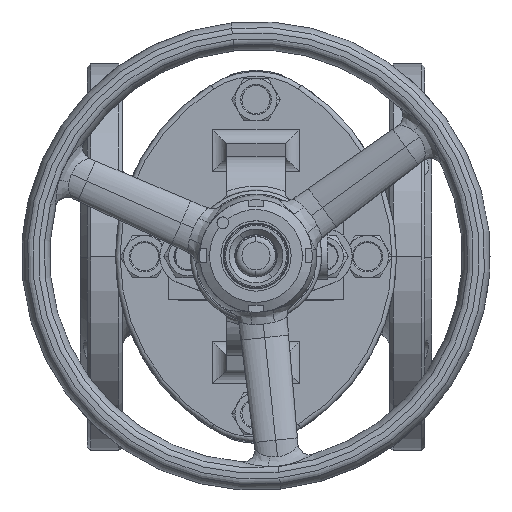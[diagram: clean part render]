
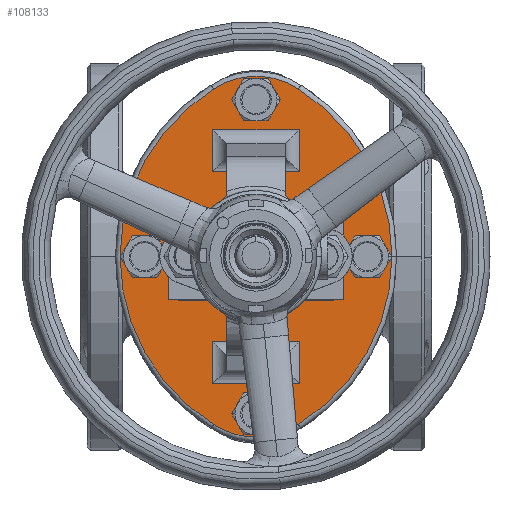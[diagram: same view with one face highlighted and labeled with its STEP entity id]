
A CAD part, top view. The second image highlights one B-rep face of the part: STEP entity #108133.
In plain terms, the highlighted planar face has unit normal (0, 0, 1).
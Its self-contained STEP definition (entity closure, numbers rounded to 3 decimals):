
#104988=CARTESIAN_POINT('',(58.,-0.,130.));
#104989=VERTEX_POINT('',#104988);
#104997=CARTESIAN_POINT('',(18.114,-71.484,130.));
#104998=VERTEX_POINT('',#104997);
#104999=CARTESIAN_POINT('',(-26.,-0.,130.));
#105000=DIRECTION('',(0.,-0.,1.));
#105001=DIRECTION('',(1.,0.,0.));
#105002=AXIS2_PLACEMENT_3D('',#104999,#105000,#105001);
#105003=CIRCLE('',#105002,84.);
#105004=EDGE_CURVE('NONE',#104998,#104989,#105003,.T.);
#105767=CARTESIAN_POINT('',(27.693,-0.,130.));
#105768=VERTEX_POINT('',#105767);
#105776=CARTESIAN_POINT('',(3.,27.53,130.));
#105777=VERTEX_POINT('',#105776);
#105778=CARTESIAN_POINT('',(0.,-0.,130.));
#105779=DIRECTION('',(-0.,0.,-1.));
#105780=DIRECTION('',(1.,0.,0.));
#105781=AXIS2_PLACEMENT_3D('',#105778,#105779,#105780);
#105782=CIRCLE('',#105781,27.693);
#105783=EDGE_CURVE('NONE',#105777,#105768,#105782,.T.);
#106078=CARTESIAN_POINT('',(-40.5,-0.,130.));
#106079=VERTEX_POINT('',#106078);
#106080=CARTESIAN_POINT('',(-54.5,-0.,130.));
#106081=VERTEX_POINT('',#106080);
#106082=CARTESIAN_POINT('',(-47.5,-0.,130.));
#106083=DIRECTION('',(0.,0.,-1.));
#106084=DIRECTION('',(-1.,0.,0.));
#106085=AXIS2_PLACEMENT_3D('',#106082,#106083,#106084);
#106086=CIRCLE('',#106085,7.);
#106087=EDGE_CURVE('NONE',#106079,#106081,#106086,.T.);
#106120=CARTESIAN_POINT('',(7.,-67.,130.));
#106121=VERTEX_POINT('',#106120);
#106122=CARTESIAN_POINT('',(-7.,-67.,130.));
#106123=VERTEX_POINT('',#106122);
#106124=CARTESIAN_POINT('',(0.,-67.,130.));
#106125=DIRECTION('',(0.,0.,-1.));
#106126=DIRECTION('',(-1.,0.,0.));
#106127=AXIS2_PLACEMENT_3D('',#106124,#106125,#106126);
#106128=CIRCLE('',#106127,7.);
#106129=EDGE_CURVE('NONE',#106121,#106123,#106128,.T.);
#106162=CARTESIAN_POINT('',(54.5,-0.,130.));
#106163=VERTEX_POINT('',#106162);
#106164=CARTESIAN_POINT('',(40.5,-0.,130.));
#106165=VERTEX_POINT('',#106164);
#106166=CARTESIAN_POINT('',(47.5,-0.,130.));
#106167=DIRECTION('',(0.,0.,-1.));
#106168=DIRECTION('',(-1.,0.,0.));
#106169=AXIS2_PLACEMENT_3D('',#106166,#106167,#106168);
#106170=CIRCLE('',#106169,7.);
#106171=EDGE_CURVE('NONE',#106163,#106165,#106170,.T.);
#106204=CARTESIAN_POINT('',(7.,67.,130.));
#106205=VERTEX_POINT('',#106204);
#106206=CARTESIAN_POINT('',(-7.,67.,130.));
#106207=VERTEX_POINT('',#106206);
#106208=CARTESIAN_POINT('',(0.,67.,130.));
#106209=DIRECTION('',(0.,0.,-1.));
#106210=DIRECTION('',(-1.,0.,0.));
#106211=AXIS2_PLACEMENT_3D('',#106208,#106209,#106210);
#106212=CIRCLE('',#106211,7.);
#106213=EDGE_CURVE('NONE',#106205,#106207,#106212,.T.);
#106573=CARTESIAN_POINT('',(-3.,-27.53,130.));
#106574=VERTEX_POINT('',#106573);
#106600=CARTESIAN_POINT('',(-3.,27.53,130.));
#106601=VERTEX_POINT('',#106600);
#106623=CARTESIAN_POINT('',(0.,-0.,130.));
#106624=DIRECTION('',(-0.,0.,-1.));
#106625=DIRECTION('',(1.,0.,0.));
#106626=AXIS2_PLACEMENT_3D('',#106623,#106624,#106625);
#106627=CIRCLE('',#106626,27.693);
#106628=EDGE_CURVE('NONE',#106574,#106601,#106627,.T.);
#106721=CARTESIAN_POINT('',(-3.,-36.188,130.));
#106722=VERTEX_POINT('',#106721);
#106730=CARTESIAN_POINT('',(-18.5,-36.188,130.));
#106731=VERTEX_POINT('',#106730);
#106732=CARTESIAN_POINT('',(-18.5,-36.188,130.));
#106733=DIRECTION('',(1.,0.,0.));
#106734=VECTOR('',#106733,15.5);
#106735=LINE('',#106732,#106734);
#106736=EDGE_CURVE('NONE',#106731,#106722,#106735,.T.);
#107217=CARTESIAN_POINT('',(-3.,36.188,130.));
#107218=VERTEX_POINT('',#107217);
#107236=CARTESIAN_POINT('',(-18.5,36.188,130.));
#107237=VERTEX_POINT('',#107236);
#107266=CARTESIAN_POINT('',(-3.,36.188,130.));
#107267=DIRECTION('',(-1.,-0.,-0.));
#107268=VECTOR('',#107267,15.5);
#107269=LINE('',#107266,#107268);
#107270=EDGE_CURVE('NONE',#107218,#107237,#107269,.T.);
#107948=CARTESIAN_POINT('',(-13.,-22.25,130.));
#107949=DIRECTION('',(0.,-0.,1.));
#107950=DIRECTION('',(1.,0.,0.));
#107951=AXIS2_PLACEMENT_3D('',#107948,#107949,#107950);
#107952=PLANE('',#107951);
#107953=CARTESIAN_POINT('',(0.,-67.,130.));
#107954=DIRECTION('',(0.,0.,-1.));
#107955=DIRECTION('',(-1.,0.,0.));
#107956=AXIS2_PLACEMENT_3D('',#107953,#107954,#107955);
#107957=CIRCLE('',#107956,7.);
#107958=EDGE_CURVE('NONE',#106123,#106121,#107957,.T.);
#107959=ORIENTED_EDGE('',*,*,#107958,.T.);
#107960=ORIENTED_EDGE('',*,*,#106129,.T.);
#107961=EDGE_LOOP('',(#107959,#107960));
#107962=FACE_BOUND('',#107961,.T.);
#107963=CARTESIAN_POINT('',(18.5,-54.208,130.));
#107964=VERTEX_POINT('',#107963);
#107965=CARTESIAN_POINT('',(-18.5,-54.208,130.));
#107966=VERTEX_POINT('',#107965);
#107967=CARTESIAN_POINT('',(18.5,-54.208,130.));
#107968=DIRECTION('',(-1.,-0.,-0.));
#107969=VECTOR('',#107968,37.);
#107970=LINE('',#107967,#107969);
#107971=EDGE_CURVE('NONE',#107964,#107966,#107970,.T.);
#107972=ORIENTED_EDGE('',*,*,#107971,.T.);
#107973=CARTESIAN_POINT('',(-18.5,-54.208,130.));
#107974=DIRECTION('',(0.,1.,0.));
#107975=VECTOR('',#107974,18.02);
#107976=LINE('',#107973,#107975);
#107977=EDGE_CURVE('NONE',#107966,#106731,#107976,.T.);
#107978=ORIENTED_EDGE('',*,*,#107977,.T.);
#107979=ORIENTED_EDGE('',*,*,#106736,.T.);
#107980=CARTESIAN_POINT('',(-3.,-36.188,130.));
#107981=DIRECTION('',(0.,1.,0.));
#107982=VECTOR('',#107981,8.659);
#107983=LINE('',#107980,#107982);
#107984=EDGE_CURVE('NONE',#106722,#106574,#107983,.T.);
#107985=ORIENTED_EDGE('',*,*,#107984,.T.);
#107986=ORIENTED_EDGE('',*,*,#106628,.T.);
#107987=CARTESIAN_POINT('',(-3.,27.53,130.));
#107988=DIRECTION('',(0.,1.,0.));
#107989=VECTOR('',#107988,8.659);
#107990=LINE('',#107987,#107989);
#107991=EDGE_CURVE('NONE',#106601,#107218,#107990,.T.);
#107992=ORIENTED_EDGE('',*,*,#107991,.T.);
#107993=ORIENTED_EDGE('',*,*,#107270,.T.);
#107994=CARTESIAN_POINT('',(-18.5,54.208,130.));
#107995=VERTEX_POINT('',#107994);
#107996=CARTESIAN_POINT('',(-18.5,36.188,130.));
#107997=DIRECTION('',(0.,1.,0.));
#107998=VECTOR('',#107997,18.02);
#107999=LINE('',#107996,#107998);
#108000=EDGE_CURVE('NONE',#107237,#107995,#107999,.T.);
#108001=ORIENTED_EDGE('',*,*,#108000,.T.);
#108002=CARTESIAN_POINT('',(18.5,54.208,130.));
#108003=VERTEX_POINT('',#108002);
#108004=CARTESIAN_POINT('',(-18.5,54.208,130.));
#108005=DIRECTION('',(1.,0.,0.));
#108006=VECTOR('',#108005,37.);
#108007=LINE('',#108004,#108006);
#108008=EDGE_CURVE('NONE',#107995,#108003,#108007,.T.);
#108009=ORIENTED_EDGE('',*,*,#108008,.T.);
#108010=CARTESIAN_POINT('',(18.5,36.188,130.));
#108011=VERTEX_POINT('',#108010);
#108012=CARTESIAN_POINT('',(18.5,54.208,130.));
#108013=DIRECTION('',(-0.,-1.,-0.));
#108014=VECTOR('',#108013,18.02);
#108015=LINE('',#108012,#108014);
#108016=EDGE_CURVE('NONE',#108003,#108011,#108015,.T.);
#108017=ORIENTED_EDGE('',*,*,#108016,.T.);
#108018=CARTESIAN_POINT('',(3.,36.188,130.));
#108019=VERTEX_POINT('',#108018);
#108020=CARTESIAN_POINT('',(18.5,36.188,130.));
#108021=DIRECTION('',(-1.,-0.,-0.));
#108022=VECTOR('',#108021,15.5);
#108023=LINE('',#108020,#108022);
#108024=EDGE_CURVE('NONE',#108011,#108019,#108023,.T.);
#108025=ORIENTED_EDGE('',*,*,#108024,.T.);
#108026=CARTESIAN_POINT('',(3.,27.53,130.));
#108027=DIRECTION('',(0.,1.,0.));
#108028=VECTOR('',#108027,8.659);
#108029=LINE('',#108026,#108028);
#108030=EDGE_CURVE('NONE',#105777,#108019,#108029,.T.);
#108031=ORIENTED_EDGE('',*,*,#108030,.F.);
#108032=ORIENTED_EDGE('',*,*,#105783,.T.);
#108033=CARTESIAN_POINT('',(3.,-27.53,130.));
#108034=VERTEX_POINT('',#108033);
#108035=CARTESIAN_POINT('',(0.,-0.,130.));
#108036=DIRECTION('',(-0.,0.,-1.));
#108037=DIRECTION('',(1.,0.,0.));
#108038=AXIS2_PLACEMENT_3D('',#108035,#108036,#108037);
#108039=CIRCLE('',#108038,27.693);
#108040=EDGE_CURVE('NONE',#105768,#108034,#108039,.T.);
#108041=ORIENTED_EDGE('',*,*,#108040,.T.);
#108042=CARTESIAN_POINT('',(3.,-36.188,130.));
#108043=VERTEX_POINT('',#108042);
#108044=CARTESIAN_POINT('',(3.,-36.188,130.));
#108045=DIRECTION('',(0.,1.,0.));
#108046=VECTOR('',#108045,8.659);
#108047=LINE('',#108044,#108046);
#108048=EDGE_CURVE('NONE',#108043,#108034,#108047,.T.);
#108049=ORIENTED_EDGE('',*,*,#108048,.F.);
#108050=CARTESIAN_POINT('',(18.5,-36.188,130.));
#108051=VERTEX_POINT('',#108050);
#108052=CARTESIAN_POINT('',(3.,-36.188,130.));
#108053=DIRECTION('',(1.,0.,0.));
#108054=VECTOR('',#108053,15.5);
#108055=LINE('',#108052,#108054);
#108056=EDGE_CURVE('NONE',#108043,#108051,#108055,.T.);
#108057=ORIENTED_EDGE('',*,*,#108056,.T.);
#108058=CARTESIAN_POINT('',(18.5,-36.188,130.));
#108059=DIRECTION('',(-0.,-1.,-0.));
#108060=VECTOR('',#108059,18.02);
#108061=LINE('',#108058,#108060);
#108062=EDGE_CURVE('NONE',#108051,#107964,#108061,.T.);
#108063=ORIENTED_EDGE('',*,*,#108062,.T.);
#108064=EDGE_LOOP('',(#107972,#107978,#107979,#107985,#107986,#107992,#107993,#108001,#108009,#108017,#108025,#108031,#108032,#108041,#108049,#108057,#108063));
#108065=FACE_BOUND('',#108064,.T.);
#108066=CARTESIAN_POINT('',(0.,67.,130.));
#108067=DIRECTION('',(0.,0.,-1.));
#108068=DIRECTION('',(-1.,0.,0.));
#108069=AXIS2_PLACEMENT_3D('',#108066,#108067,#108068);
#108070=CIRCLE('',#108069,7.);
#108071=EDGE_CURVE('NONE',#106207,#106205,#108070,.T.);
#108072=ORIENTED_EDGE('',*,*,#108071,.T.);
#108073=ORIENTED_EDGE('',*,*,#106213,.T.);
#108074=EDGE_LOOP('',(#108072,#108073));
#108075=FACE_BOUND('',#108074,.T.);
#108076=CARTESIAN_POINT('',(-18.114,-71.484,130.));
#108077=VERTEX_POINT('',#108076);
#108078=CARTESIAN_POINT('',(0.,-44.5,130.));
#108079=DIRECTION('',(0.,-0.,1.));
#108080=DIRECTION('',(1.,0.,0.));
#108081=AXIS2_PLACEMENT_3D('',#108078,#108079,#108080);
#108082=CIRCLE('',#108081,32.5);
#108083=EDGE_CURVE('NONE',#108077,#104998,#108082,.T.);
#108084=ORIENTED_EDGE('',*,*,#108083,.T.);
#108085=ORIENTED_EDGE('',*,*,#105004,.T.);
#108086=CARTESIAN_POINT('',(18.114,71.484,130.));
#108087=VERTEX_POINT('',#108086);
#108088=CARTESIAN_POINT('',(-26.,-0.,130.));
#108089=DIRECTION('',(0.,-0.,1.));
#108090=DIRECTION('',(1.,0.,0.));
#108091=AXIS2_PLACEMENT_3D('',#108088,#108089,#108090);
#108092=CIRCLE('',#108091,84.);
#108093=EDGE_CURVE('NONE',#104989,#108087,#108092,.T.);
#108094=ORIENTED_EDGE('',*,*,#108093,.T.);
#108095=CARTESIAN_POINT('',(-18.114,71.484,130.));
#108096=VERTEX_POINT('',#108095);
#108097=CARTESIAN_POINT('',(-0.,44.5,130.));
#108098=DIRECTION('',(0.,-0.,1.));
#108099=DIRECTION('',(1.,0.,0.));
#108100=AXIS2_PLACEMENT_3D('',#108097,#108098,#108099);
#108101=CIRCLE('',#108100,32.5);
#108102=EDGE_CURVE('NONE',#108087,#108096,#108101,.T.);
#108103=ORIENTED_EDGE('',*,*,#108102,.T.);
#108104=CARTESIAN_POINT('',(26.,-0.,130.));
#108105=DIRECTION('',(0.,-0.,1.));
#108106=DIRECTION('',(1.,0.,0.));
#108107=AXIS2_PLACEMENT_3D('',#108104,#108105,#108106);
#108108=CIRCLE('',#108107,84.);
#108109=EDGE_CURVE('NONE',#108096,#108077,#108108,.T.);
#108110=ORIENTED_EDGE('',*,*,#108109,.T.);
#108111=EDGE_LOOP('',(#108084,#108085,#108094,#108103,#108110));
#108112=FACE_BOUND('',#108111,.T.);
#108113=CARTESIAN_POINT('',(47.5,-0.,130.));
#108114=DIRECTION('',(0.,0.,-1.));
#108115=DIRECTION('',(-1.,0.,0.));
#108116=AXIS2_PLACEMENT_3D('',#108113,#108114,#108115);
#108117=CIRCLE('',#108116,7.);
#108118=EDGE_CURVE('NONE',#106165,#106163,#108117,.T.);
#108119=ORIENTED_EDGE('',*,*,#108118,.T.);
#108120=ORIENTED_EDGE('',*,*,#106171,.T.);
#108121=EDGE_LOOP('',(#108119,#108120));
#108122=FACE_BOUND('',#108121,.T.);
#108123=CARTESIAN_POINT('',(-47.5,-0.,130.));
#108124=DIRECTION('',(0.,0.,-1.));
#108125=DIRECTION('',(-1.,0.,0.));
#108126=AXIS2_PLACEMENT_3D('',#108123,#108124,#108125);
#108127=CIRCLE('',#108126,7.);
#108128=EDGE_CURVE('NONE',#106081,#106079,#108127,.T.);
#108129=ORIENTED_EDGE('',*,*,#108128,.T.);
#108130=ORIENTED_EDGE('',*,*,#106087,.T.);
#108131=EDGE_LOOP('',(#108129,#108130));
#108132=FACE_BOUND('',#108131,.T.);
#108133=ADVANCED_FACE('NONE',(#107962,#108065,#108075,#108112,#108122,#108132),#107952,.T.);
